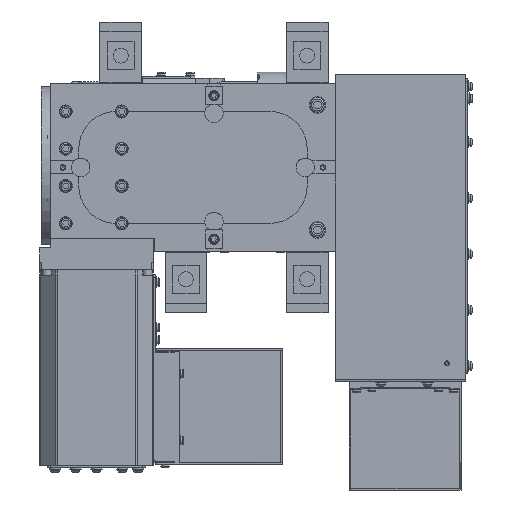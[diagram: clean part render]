
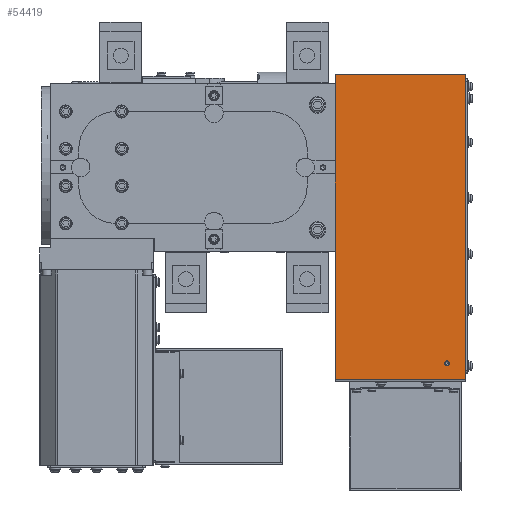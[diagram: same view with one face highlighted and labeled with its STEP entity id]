
A CAD part, front view. The second image highlights one B-rep face of the part: STEP entity #54419.
In plain terms, the highlighted planar face has unit normal (0, -1, 0).
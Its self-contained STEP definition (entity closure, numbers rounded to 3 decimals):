
#6245=LINE('',#87019,#12465);
#6249=LINE('',#87032,#12469);
#6291=LINE('',#87397,#12511);
#6360=LINE('',#87586,#12580);
#6393=LINE('',#87665,#12613);
#6401=LINE('',#87685,#12621);
#6402=LINE('',#87687,#12622);
#6403=LINE('',#87688,#12623);
#12465=VECTOR('',#71317,1000.);
#12469=VECTOR('',#71327,1000.);
#12511=VECTOR('',#71555,1000.);
#12580=VECTOR('',#71744,1000.);
#12613=VECTOR('',#71813,1000.);
#12621=VECTOR('',#71833,1000.);
#12622=VECTOR('',#71836,1000.);
#12623=VECTOR('',#71837,1000.);
#26092=ORIENTED_EDGE('',*,*,#34124,.F.);
#26093=ORIENTED_EDGE('',*,*,#34353,.T.);
#26094=ORIENTED_EDGE('',*,*,#34212,.T.);
#26095=ORIENTED_EDGE('',*,*,#34123,.T.);
#26096=ORIENTED_EDGE('',*,*,#34303,.T.);
#26097=ORIENTED_EDGE('',*,*,#34354,.T.);
#26098=ORIENTED_EDGE('',*,*,#34342,.T.);
#26099=ORIENTED_EDGE('',*,*,#34117,.F.);
#26100=ORIENTED_EDGE('',*,*,#34352,.T.);
#34117=EDGE_CURVE('',#39537,#39538,#6245,.T.);
#34123=EDGE_CURVE('',#39437,#39515,#6249,.T.);
#34124=EDGE_CURVE('',#39543,#39543,#40985,.T.);
#34212=EDGE_CURVE('',#39615,#39437,#6291,.T.);
#34303=EDGE_CURVE('',#39515,#39675,#6360,.T.);
#34342=EDGE_CURVE('',#39703,#39538,#6393,.F.);
#34352=EDGE_CURVE('',#39537,#39708,#6401,.T.);
#34353=EDGE_CURVE('',#39708,#39615,#6402,.T.);
#34354=EDGE_CURVE('',#39675,#39703,#6403,.T.);
#39437=VERTEX_POINT('',#86719);
#39515=VERTEX_POINT('',#86947);
#39537=VERTEX_POINT('',#87020);
#39538=VERTEX_POINT('',#87021);
#39543=VERTEX_POINT('',#87035);
#39615=VERTEX_POINT('',#87398);
#39675=VERTEX_POINT('',#87587);
#39703=VERTEX_POINT('',#87666);
#39708=VERTEX_POINT('',#87684);
#40985=CIRCLE('',#58191,2.525);
#44676=EDGE_LOOP('',(#26092));
#44677=EDGE_LOOP('',(#26093,#26094,#26095,#26096,#26097,#26098,#26099,#26100));
#48646=FACE_BOUND('',#44676,.T.);
#48647=FACE_BOUND('',#44677,.T.);
#51474=PLANE('',#58367);
#54419=ADVANCED_FACE('',(#48646,#48647),#51474,.F.);
#58191=AXIS2_PLACEMENT_3D('',#87034,#71330,#71331);
#58367=AXIS2_PLACEMENT_3D('',#87686,#71834,#71835);
#71317=DIRECTION('',(0.,0.,-1.));
#71327=DIRECTION('',(0.,0.,-1.));
#71330=DIRECTION('',(0.,-1.,0.));
#71331=DIRECTION('',(0.,0.,-1.));
#71555=DIRECTION('',(0.,0.,-1.));
#71744=DIRECTION('',(0.,0.,-1.));
#71813=DIRECTION('',(-1.,0.,0.));
#71833=DIRECTION('',(-1.,0.,0.));
#71834=DIRECTION('',(0.,1.,0.));
#71835=DIRECTION('',(0.,0.,1.));
#71836=DIRECTION('',(0.,0.,-1.));
#71837=DIRECTION('',(0.,0.,-1.));
#86719=CARTESIAN_POINT('',(130.,2.,7.));
#86947=CARTESIAN_POINT('',(130.,2.,-7.));
#87019=CARTESIAN_POINT('',(270.,2.,100.));
#87020=CARTESIAN_POINT('',(270.,2.,100.));
#87021=CARTESIAN_POINT('',(270.,2.,-228.));
#87032=CARTESIAN_POINT('',(130.,2.,100.));
#87034=CARTESIAN_POINT('',(250.,2.,-210.));
#87035=CARTESIAN_POINT('',(250.,2.,-212.525));
#87397=CARTESIAN_POINT('',(130.,2.,100.));
#87398=CARTESIAN_POINT('',(130.,2.,90.));
#87586=CARTESIAN_POINT('',(130.,2.,100.));
#87587=CARTESIAN_POINT('',(130.,2.,-90.));
#87665=CARTESIAN_POINT('',(270.,2.,-228.));
#87666=CARTESIAN_POINT('',(130.,2.,-228.));
#87684=CARTESIAN_POINT('',(130.,2.,100.));
#87685=CARTESIAN_POINT('',(270.,2.,100.));
#87686=CARTESIAN_POINT('',(270.,2.,100.));
#87687=CARTESIAN_POINT('',(130.,2.,100.));
#87688=CARTESIAN_POINT('',(130.,2.,100.));
